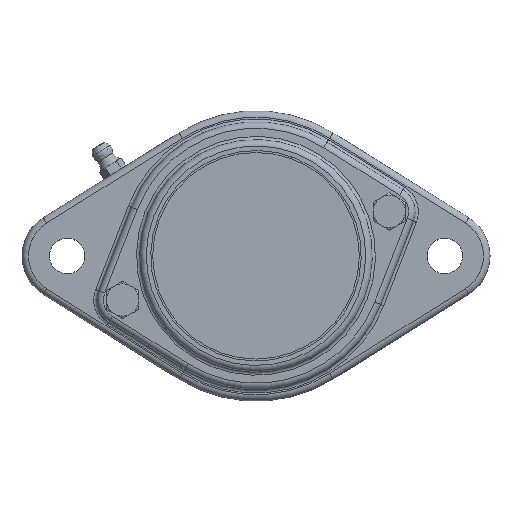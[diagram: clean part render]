
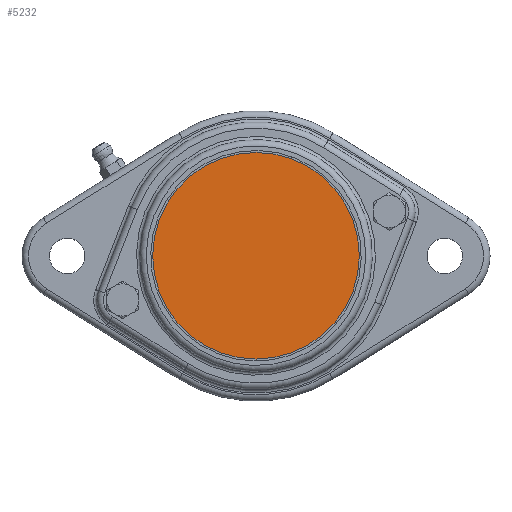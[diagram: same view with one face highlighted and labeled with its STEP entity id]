
A CAD part, top view. The second image highlights one B-rep face of the part: STEP entity #5232.
In plain terms, the highlighted planar face has unit normal (0, 0, 1).
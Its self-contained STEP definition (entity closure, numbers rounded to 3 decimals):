
#941=PLANE($,#5703);
#1401=FACE_OUTER_BOUND($,#1796,.T.);
#1796=EDGE_LOOP($,(#4010));
#2238=CIRCLE($,#5701,32.);
#2639=VERTEX_POINT($,#8615);
#3145=EDGE_CURVE($,#2639,#2639,#2238,.T.);
#4010=ORIENTED_EDGE($,*,*,#3145,.F.);
#5232=ADVANCED_FACE($,(#1401),#941,.T.);
#5701=AXIS2_PLACEMENT_3D($,#8616,#6669,#6670);
#5703=AXIS2_PLACEMENT_3D($,#8619,#6673,#6674);
#6669=DIRECTION('center_axis',(0.,0.,
-1.));
#6670=DIRECTION('ref_axis',(-1.,0.,0.));
#6673=DIRECTION('center_axis',(0.,0.,
1.));
#6674=DIRECTION('ref_axis',(-1.,0.,0.));
#8615=CARTESIAN_POINT('',(32.,0.,35.2));
#8616=CARTESIAN_POINT('Origin',(0.,0.,
35.2));
#8619=CARTESIAN_POINT('Origin',(0.,0.,
35.2));
